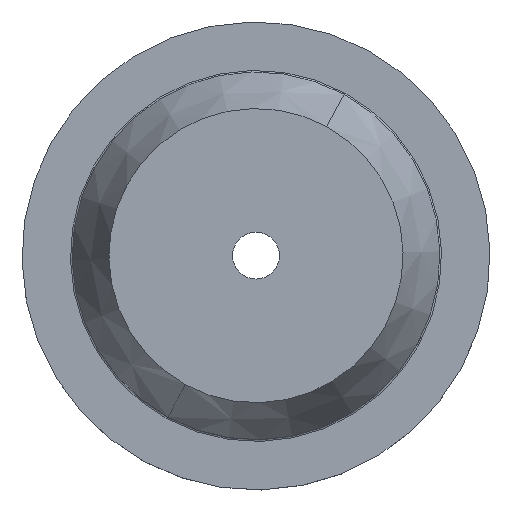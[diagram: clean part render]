
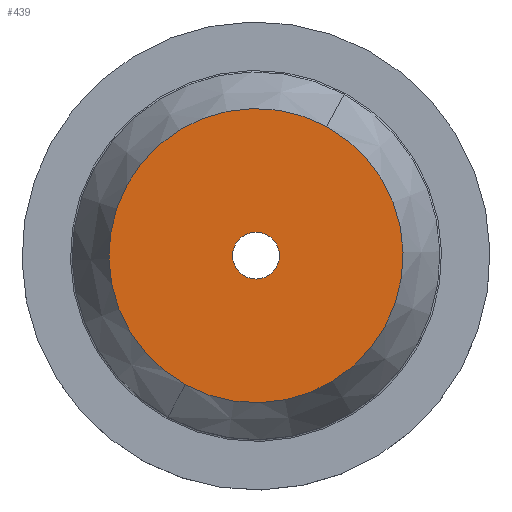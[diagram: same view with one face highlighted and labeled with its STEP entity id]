
A CAD part, top view. The second image highlights one B-rep face of the part: STEP entity #439.
In plain terms, the highlighted planar face has unit normal (0, 0, 1).
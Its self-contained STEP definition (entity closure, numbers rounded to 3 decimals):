
#215=CARTESIAN_POINT('Vertex',(21.095,38.614,71.)) ;
#218=CARTESIAN_POINT('Axis2P3D Location',(0.,0.,71.)) ;
#222=CARTESIAN_POINT('Vertex',(-21.095,-38.614,71.)) ;
#237=CARTESIAN_POINT('Axis2P3D Location',(0.,0.,71.)) ;
#412=CARTESIAN_POINT('Axis2P3D Location',(0.,0.,71.)) ;
#421=CARTESIAN_POINT('Axis2P3D Location',(0.,0.,71.)) ;
#425=CARTESIAN_POINT('Vertex',(0.,7.,71.)) ;
#427=CARTESIAN_POINT('Vertex',(0.,-7.,71.)) ;
#430=CARTESIAN_POINT('Axis2P3D Location',(0.,0.,71.)) ;
#219=DIRECTION('Axis2P3D Direction',(0.,0.,-1.)) ;
#238=DIRECTION('Axis2P3D Direction',(0.,0.,-1.)) ;
#413=DIRECTION('Axis2P3D Direction',(0.,0.,-1.)) ;
#414=DIRECTION('Axis2P3D XDirection',(1.,0.,0.)) ;
#422=DIRECTION('Axis2P3D Direction',(0.,0.,-1.)) ;
#431=DIRECTION('Axis2P3D Direction',(0.,0.,-1.)) ;
#220=AXIS2_PLACEMENT_3D('Circle Axis2P3D',#218,#219,$) ;
#239=AXIS2_PLACEMENT_3D('Circle Axis2P3D',#237,#238,$) ;
#415=AXIS2_PLACEMENT_3D('Plane Axis2P3D',#412,#413,#414) ;
#423=AXIS2_PLACEMENT_3D('Circle Axis2P3D',#421,#422,$) ;
#432=AXIS2_PLACEMENT_3D('Circle Axis2P3D',#430,#431,$) ;
#221=CIRCLE('generated circle',#220,44.) ;
#240=CIRCLE('generated circle',#239,44.) ;
#424=CIRCLE('generated circle',#423,7.) ;
#433=CIRCLE('generated circle',#432,7.) ;
#416=PLANE('',#415) ;
#438=FACE_BOUND('',#435,.T.) ;
#224=EDGE_CURVE('',#216,#223,#221,.T.) ;
#241=EDGE_CURVE('',#223,#216,#240,.T.) ;
#429=EDGE_CURVE('',#426,#428,#424,.F.) ;
#434=EDGE_CURVE('',#428,#426,#433,.F.) ;
#417=EDGE_LOOP('',(#418,#419)) ;
#435=EDGE_LOOP('',(#436,#437)) ;
#418=ORIENTED_EDGE('',*,*,#224,.F.) ;
#419=ORIENTED_EDGE('',*,*,#241,.F.) ;
#436=ORIENTED_EDGE('',*,*,#429,.F.) ;
#437=ORIENTED_EDGE('',*,*,#434,.F.) ;
#216=VERTEX_POINT('',#215) ;
#223=VERTEX_POINT('',#222) ;
#426=VERTEX_POINT('',#425) ;
#428=VERTEX_POINT('',#427) ;
#439=ADVANCED_FACE('CRABE_BUTEEAVT639',(#420,#438),#416,.F.) ;
#420=FACE_OUTER_BOUND('',#417,.T.) ;
